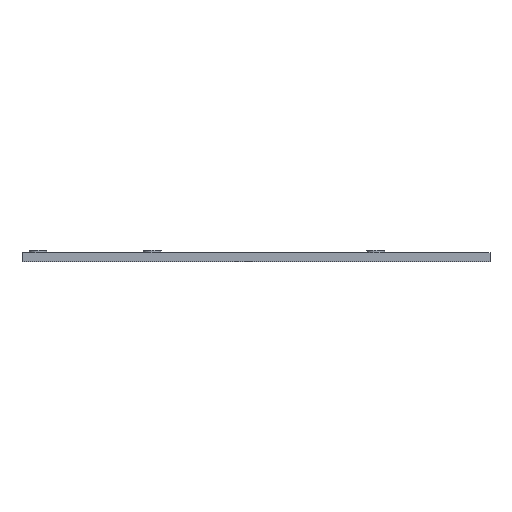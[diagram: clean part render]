
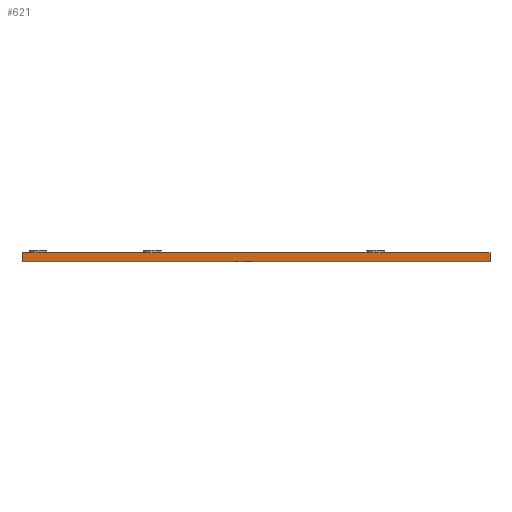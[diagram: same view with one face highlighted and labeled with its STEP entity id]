
A CAD part, left-side view. The second image highlights one B-rep face of the part: STEP entity #621.
In plain terms, the highlighted planar face has unit normal (-1, 0, 0).
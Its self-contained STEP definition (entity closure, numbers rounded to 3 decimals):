
#94 = PLANE('',#95);
#95 = AXIS2_PLACEMENT_3D('',#96,#97,#98);
#96 = CARTESIAN_POINT('',(-85.708,102.368,2.9));
#97 = DIRECTION('',(-0.,-0.,-1.));
#98 = DIRECTION('',(-1.,0.,0.));
#255 = VERTEX_POINT('',#256);
#256 = CARTESIAN_POINT('',(-115.18,2.,2.9));
#270 = PLANE('',#271);
#271 = AXIS2_PLACEMENT_3D('',#272,#273,#274);
#272 = CARTESIAN_POINT('',(-105.18,2.,0.));
#273 = DIRECTION('',(0.,-1.,0.));
#274 = DIRECTION('',(-1.,0.,0.));
#282 = EDGE_CURVE('',#255,#283,#285,.T.);
#283 = VERTEX_POINT('',#284);
#284 = CARTESIAN_POINT('',(-115.18,148.5,2.9));
#285 = SURFACE_CURVE('',#286,(#290,#297),.PCURVE_S1.);
#286 = LINE('',#287,#288);
#287 = CARTESIAN_POINT('',(-115.18,2.,2.9));
#288 = VECTOR('',#289,1.);
#289 = DIRECTION('',(0.,1.,0.));
#290 = PCURVE('',#94,#291);
#291 = DEFINITIONAL_REPRESENTATION('',(#292),#296);
#292 = LINE('',#293,#294);
#293 = CARTESIAN_POINT('',(29.472,-100.368));
#294 = VECTOR('',#295,1.);
#295 = DIRECTION('',(0.,1.));
#296 = ( GEOMETRIC_REPRESENTATION_CONTEXT(2) 
PARAMETRIC_REPRESENTATION_CONTEXT() REPRESENTATION_CONTEXT('2D SPACE',''
  ) );
#297 = PCURVE('',#298,#303);
#298 = PLANE('',#299);
#299 = AXIS2_PLACEMENT_3D('',#300,#301,#302);
#300 = CARTESIAN_POINT('',(-115.18,2.,0.));
#301 = DIRECTION('',(-1.,0.,0.));
#302 = DIRECTION('',(0.,1.,0.));
#303 = DEFINITIONAL_REPRESENTATION('',(#304),#308);
#304 = LINE('',#305,#306);
#305 = CARTESIAN_POINT('',(0.,-2.9));
#306 = VECTOR('',#307,1.);
#307 = DIRECTION('',(1.,0.));
#308 = ( GEOMETRIC_REPRESENTATION_CONTEXT(2) 
PARAMETRIC_REPRESENTATION_CONTEXT() REPRESENTATION_CONTEXT('2D SPACE',''
  ) );
#324 = PLANE('',#325);
#325 = AXIS2_PLACEMENT_3D('',#326,#327,#328);
#326 = CARTESIAN_POINT('',(-115.18,148.5,0.));
#327 = DIRECTION('',(0.,1.,0.));
#328 = DIRECTION('',(1.,0.,0.));
#512 = PLANE('',#513);
#513 = AXIS2_PLACEMENT_3D('',#514,#515,#516);
#514 = CARTESIAN_POINT('',(-85.708,102.368,0.));
#515 = DIRECTION('',(-0.,-0.,-1.));
#516 = DIRECTION('',(-1.,0.,0.));
#527 = EDGE_CURVE('',#528,#283,#530,.T.);
#528 = VERTEX_POINT('',#529);
#529 = CARTESIAN_POINT('',(-115.18,148.5,0.));
#530 = SURFACE_CURVE('',#531,(#535,#542),.PCURVE_S1.);
#531 = LINE('',#532,#533);
#532 = CARTESIAN_POINT('',(-115.18,148.5,0.));
#533 = VECTOR('',#534,1.);
#534 = DIRECTION('',(0.,0.,1.));
#535 = PCURVE('',#324,#536);
#536 = DEFINITIONAL_REPRESENTATION('',(#537),#541);
#537 = LINE('',#538,#539);
#538 = CARTESIAN_POINT('',(0.,0.));
#539 = VECTOR('',#540,1.);
#540 = DIRECTION('',(0.,-1.));
#541 = ( GEOMETRIC_REPRESENTATION_CONTEXT(2) 
PARAMETRIC_REPRESENTATION_CONTEXT() REPRESENTATION_CONTEXT('2D SPACE',''
  ) );
#542 = PCURVE('',#298,#543);
#543 = DEFINITIONAL_REPRESENTATION('',(#544),#548);
#544 = LINE('',#545,#546);
#545 = CARTESIAN_POINT('',(146.5,0.));
#546 = VECTOR('',#547,1.);
#547 = DIRECTION('',(0.,-1.));
#548 = ( GEOMETRIC_REPRESENTATION_CONTEXT(2) 
PARAMETRIC_REPRESENTATION_CONTEXT() REPRESENTATION_CONTEXT('2D SPACE',''
  ) );
#621 = ADVANCED_FACE('',(#622),#298,.T.);
#622 = FACE_BOUND('',#623,.T.);
#623 = EDGE_LOOP('',(#624,#647,#648,#649));
#624 = ORIENTED_EDGE('',*,*,#625,.T.);
#625 = EDGE_CURVE('',#626,#255,#628,.T.);
#626 = VERTEX_POINT('',#627);
#627 = CARTESIAN_POINT('',(-115.18,2.,0.));
#628 = SURFACE_CURVE('',#629,(#633,#640),.PCURVE_S1.);
#629 = LINE('',#630,#631);
#630 = CARTESIAN_POINT('',(-115.18,2.,0.));
#631 = VECTOR('',#632,1.);
#632 = DIRECTION('',(0.,0.,1.));
#633 = PCURVE('',#298,#634);
#634 = DEFINITIONAL_REPRESENTATION('',(#635),#639);
#635 = LINE('',#636,#637);
#636 = CARTESIAN_POINT('',(0.,0.));
#637 = VECTOR('',#638,1.);
#638 = DIRECTION('',(0.,-1.));
#639 = ( GEOMETRIC_REPRESENTATION_CONTEXT(2) 
PARAMETRIC_REPRESENTATION_CONTEXT() REPRESENTATION_CONTEXT('2D SPACE',''
  ) );
#640 = PCURVE('',#270,#641);
#641 = DEFINITIONAL_REPRESENTATION('',(#642),#646);
#642 = LINE('',#643,#644);
#643 = CARTESIAN_POINT('',(10.,0.));
#644 = VECTOR('',#645,1.);
#645 = DIRECTION('',(0.,-1.));
#646 = ( GEOMETRIC_REPRESENTATION_CONTEXT(2) 
PARAMETRIC_REPRESENTATION_CONTEXT() REPRESENTATION_CONTEXT('2D SPACE',''
  ) );
#647 = ORIENTED_EDGE('',*,*,#282,.T.);
#648 = ORIENTED_EDGE('',*,*,#527,.F.);
#649 = ORIENTED_EDGE('',*,*,#650,.F.);
#650 = EDGE_CURVE('',#626,#528,#651,.T.);
#651 = SURFACE_CURVE('',#652,(#656,#663),.PCURVE_S1.);
#652 = LINE('',#653,#654);
#653 = CARTESIAN_POINT('',(-115.18,2.,0.));
#654 = VECTOR('',#655,1.);
#655 = DIRECTION('',(0.,1.,0.));
#656 = PCURVE('',#298,#657);
#657 = DEFINITIONAL_REPRESENTATION('',(#658),#662);
#658 = LINE('',#659,#660);
#659 = CARTESIAN_POINT('',(0.,0.));
#660 = VECTOR('',#661,1.);
#661 = DIRECTION('',(1.,0.));
#662 = ( GEOMETRIC_REPRESENTATION_CONTEXT(2) 
PARAMETRIC_REPRESENTATION_CONTEXT() REPRESENTATION_CONTEXT('2D SPACE',''
  ) );
#663 = PCURVE('',#512,#664);
#664 = DEFINITIONAL_REPRESENTATION('',(#665),#669);
#665 = LINE('',#666,#667);
#666 = CARTESIAN_POINT('',(29.472,-100.368));
#667 = VECTOR('',#668,1.);
#668 = DIRECTION('',(0.,1.));
#669 = ( GEOMETRIC_REPRESENTATION_CONTEXT(2) 
PARAMETRIC_REPRESENTATION_CONTEXT() REPRESENTATION_CONTEXT('2D SPACE',''
  ) );
